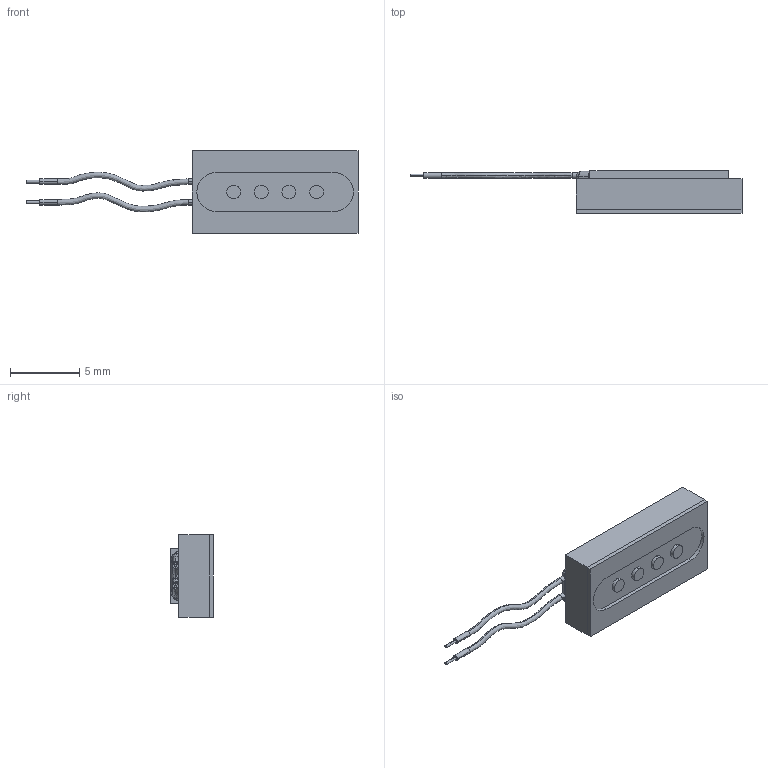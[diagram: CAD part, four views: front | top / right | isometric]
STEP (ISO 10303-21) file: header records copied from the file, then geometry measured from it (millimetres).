
FILE_DESCRIPTION (( 'STEP AP203' ), '1' );
FILE_NAME ('RC-1206.STEP', '2017-01-03T19:32:26', ( 'Gem' ), ( '' ), 'SwSTEP 2.0', 'SolidWorks 2013', '' );
FILE_SCHEMA (( 'CONFIG_CONTROL_DESIGN' ));
Length unit declared in the file: millimetre
Products named in the file (1): RC-1206
Bounding box: 24.02 x 3.1 x 6 mm (x, y, z)
Volume: 201.9 mm3; surface area: 446 mm2
Topology: 3 solids, 3 shells, 71 faces, 159 edges, 102 vertices
Faces by surface type: plane 34, cylinder 29, bspline 6, torus 2
Entity records: 2792 total; most frequent: CARTESIAN_POINT 1133, DIRECTION 339, ORIENTED_EDGE 314, EDGE_CURVE 157, AXIS2_PLACEMENT_3D 128, VERTEX_POINT 102, VECTOR 83, LINE 83
